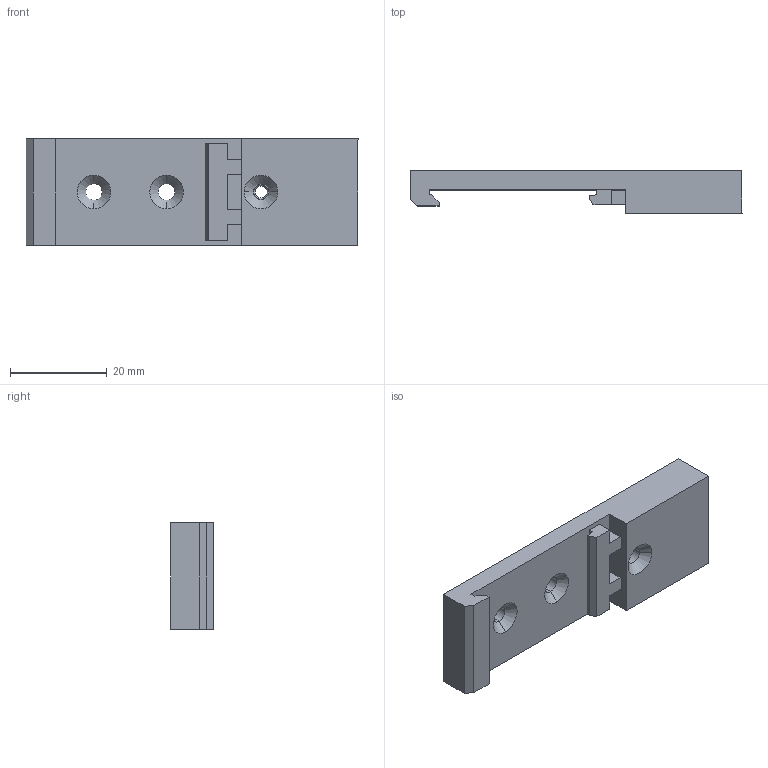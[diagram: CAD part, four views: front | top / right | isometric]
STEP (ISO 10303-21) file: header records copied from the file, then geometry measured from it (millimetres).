
FILE_DESCRIPTION (( 'STEP AP214' ), '1' );
FILE_NAME ('200517-01_BG1.STEP', '2020-05-31T12:23:19', ( 'User' ), ( '' ), 'SwSTEP 2.0', 'SolidWorks 2019', '' );
FILE_SCHEMA (( 'AUTOMOTIVE_DESIGN' ));
Length unit declared in the file: millimetre
Products named in the file (1): 200517-01_BG1
Bounding box: 68.5 x 8.8 x 22 mm (x, y, z)
Volume: 8636.5 mm3; surface area: 5739.1 mm2
Topology: 1 solids, 1 shells, 80 faces, 221 edges, 144 vertices
Faces by surface type: plane 64, cone 8, cylinder 8
Entity records: 3439 total; most frequent: CARTESIAN_POINT 446, ORIENTED_EDGE 442, DIRECTION 407, EDGE_CURVE 221, LINE 197, VECTOR 197, VERTEX_POINT 144, AXIS2_PLACEMENT_3D 105
